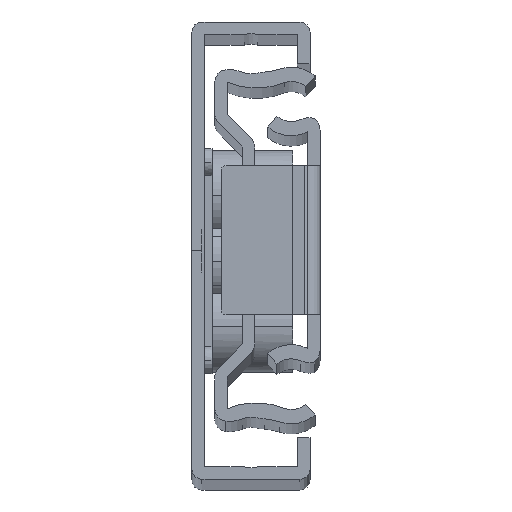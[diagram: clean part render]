
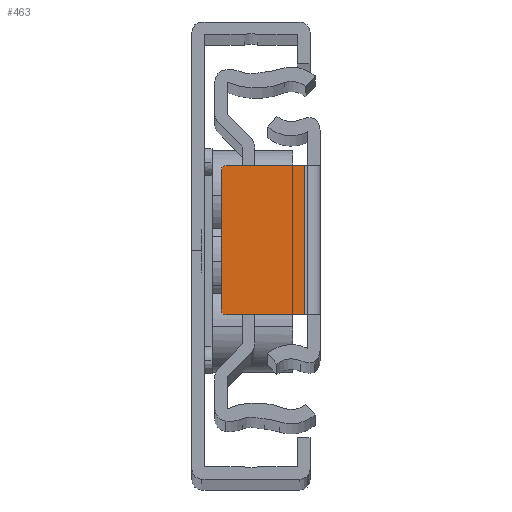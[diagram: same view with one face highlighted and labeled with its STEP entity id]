
A CAD part, top view. The second image highlights one B-rep face of the part: STEP entity #463.
In plain terms, the highlighted planar face has unit normal (0, 0, 1).
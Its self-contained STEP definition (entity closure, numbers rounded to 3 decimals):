
#463 = ADVANCED_FACE ( 'NONE', ( #8167 ), #6990, .T. ) ;
#575 = EDGE_CURVE ( 'NONE', #12500, #12501, #9897, .T. ) ;
#577 = EDGE_CURVE ( 'NONE', #12575, #12568, #9900, .T. ) ;
#578 = EDGE_CURVE ( 'NONE', #12500, #12575, #9899, .T. ) ;
#606 = EDGE_CURVE ( 'NONE', #12425, #12501, #9942, .T. ) ;
#607 = EDGE_CURVE ( 'NONE', #12425, #12413, #9944, .T. ) ;
#1050 = EDGE_CURVE ( 'NONE', #12413, #12568, #10637, .T. ) ;
#1751 = ORIENTED_EDGE ( 'NONE', *, *, #606, .T. ) ;
#1752 = ORIENTED_EDGE ( 'NONE', *, *, #575, .F. ) ;
#1753 = ORIENTED_EDGE ( 'NONE', *, *, #578, .T. ) ;
#1754 = ORIENTED_EDGE ( 'NONE', *, *, #577, .T. ) ;
#1755 = ORIENTED_EDGE ( 'NONE', *, *, #1050, .F. ) ;
#1756 = ORIENTED_EDGE ( 'NONE', *, *, #607, .F. ) ;
#2182 = EDGE_LOOP ( 'NONE', ( #1751, #1752, #1753, #1754, #1755, #1756 ) ) ;
#6932 = CARTESIAN_POINT ( 'NONE',  ( 2.9, -7.4, 597. ) ) ;
#6990 = PLANE ( 'NONE',  #7646 ) ;
#7002 = DIRECTION ( 'NONE',  ( 0., 0., 1. ) ) ;
#7003 = DIRECTION ( 'NONE',  ( 1., 0., 0. ) ) ;
#7646 = AXIS2_PLACEMENT_3D ( 'NONE', #6932, #7002, #7003 ) ;
#7875 = AXIS2_PLACEMENT_3D ( 'NONE', #8911, #8912, #8913 ) ;
#7877 = AXIS2_PLACEMENT_3D ( 'NONE', #8914, #8916, #8917 ) ;
#8167 = FACE_OUTER_BOUND ( 'NONE', #2182, .T. ) ;
#8908 = CARTESIAN_POINT ( 'NONE',  ( 2.9, -7.4, 597. ) ) ;
#8911 = CARTESIAN_POINT ( 'NONE',  ( 3.4, 6.9, 597. ) ) ;
#8912 = DIRECTION ( 'NONE',  ( 0., 0., -1. ) ) ;
#8913 = DIRECTION ( 'NONE',  ( 0., 1., 0. ) ) ;
#8914 = CARTESIAN_POINT ( 'NONE',  ( 3.4, -6.9, 597. ) ) ;
#8916 = DIRECTION ( 'NONE',  ( 0., 0., 1. ) ) ;
#8917 = DIRECTION ( 'NONE',  ( 1., 0., 0. ) ) ;
#8919 = DIRECTION ( 'NONE',  ( 0., -1., 0. ) ) ;
#8981 = CARTESIAN_POINT ( 'NONE',  ( 2.9, 7.4, 597. ) ) ;
#8987 = DIRECTION ( 'NONE',  ( -1., 0., 0. ) ) ;
#8988 = CARTESIAN_POINT ( 'NONE',  ( 11.2, -10.909, 597. ) ) ;
#8989 = DIRECTION ( 'NONE',  ( 0., -1., 0. ) ) ;
#9895 = VECTOR ( 'NONE', #8919, 1000. ) ;
#9897 = CIRCLE ( 'NONE', #7875, 0.5 ) ;
#9899 = LINE ( 'NONE', #8908, #9895 ) ;
#9900 = CIRCLE ( 'NONE', #7877, 0.5 ) ;
#9938 = VECTOR ( 'NONE', #8987, 1000. ) ;
#9942 = LINE ( 'NONE', #8981, #9938 ) ;
#9944 = LINE ( 'NONE', #8988, #9945 ) ;
#9945 = VECTOR ( 'NONE', #8989, 1000. ) ;
#10637 = LINE ( 'NONE', #11304, #10638 ) ;
#10638 = VECTOR ( 'NONE', #11305, 1000. ) ;
#11304 = CARTESIAN_POINT ( 'NONE',  ( 2.9, -7.4, 597. ) ) ;
#11305 = DIRECTION ( 'NONE',  ( -1., 0., 0. ) ) ;
#11417 = CARTESIAN_POINT ( 'NONE',  ( 11.2, -7.4, 597. ) ) ;
#11429 = CARTESIAN_POINT ( 'NONE',  ( 11.2, 7.4, 597. ) ) ;
#11502 = CARTESIAN_POINT ( 'NONE',  ( 2.9, 6.9, 597. ) ) ;
#11503 = CARTESIAN_POINT ( 'NONE',  ( 3.4, 7.4, 597. ) ) ;
#11570 = CARTESIAN_POINT ( 'NONE',  ( 3.4, -7.4, 597. ) ) ;
#11577 = CARTESIAN_POINT ( 'NONE',  ( 2.9, -6.9, 597. ) ) ;
#12413 = VERTEX_POINT ( 'NONE', #11417 ) ;
#12425 = VERTEX_POINT ( 'NONE', #11429 ) ;
#12500 = VERTEX_POINT ( 'NONE', #11502 ) ;
#12501 = VERTEX_POINT ( 'NONE', #11503 ) ;
#12568 = VERTEX_POINT ( 'NONE', #11570 ) ;
#12575 = VERTEX_POINT ( 'NONE', #11577 ) ;
